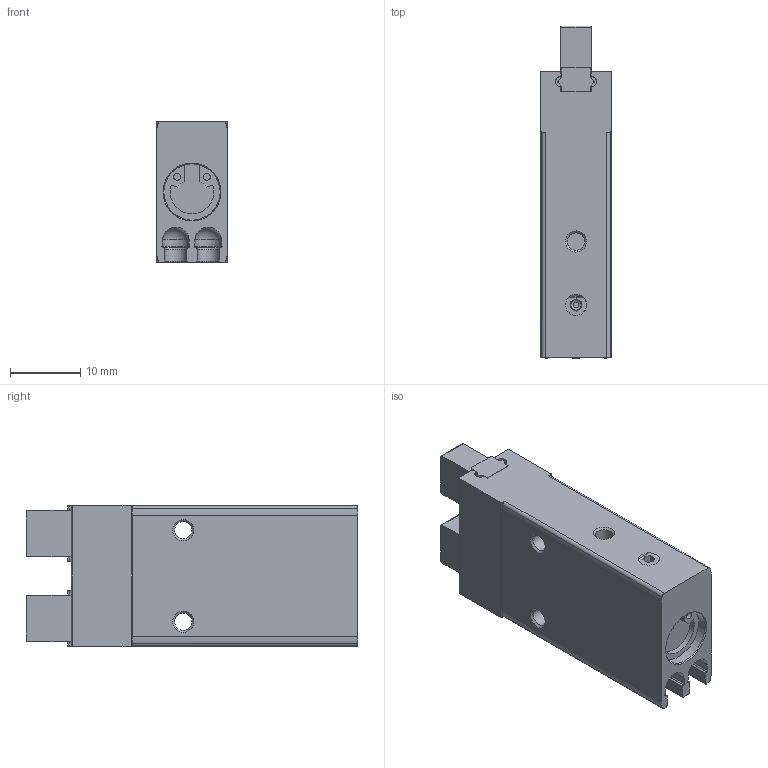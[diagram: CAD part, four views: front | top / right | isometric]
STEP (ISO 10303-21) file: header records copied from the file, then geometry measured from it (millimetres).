
FILE_DESCRIPTION(/* description */ ('STEP AP214'),/* implementation_level */ '2;1');
FILE_NAME(/* name */ '8116743_DHPC-6-A-NO-S-2',/* time_stamp */ '2024-08-19T19:18:33+02:00',/* author */ ('License CC BY-ND 4.0'),/* organization */ ('CADENAS'),/* preprocessor_version */ 'ST-DEVELOPER v19.3',/* originating_system */ 'PARTsolutions',/* authorisation */ ' ');
FILE_SCHEMA (('AUTOMOTIVE_DESIGN { 1 0 10303 214 3 1 1 }','FEATURE_BASED_PROCESS_PLANNING','TECHNICAL_DATA_PACKAGING','INTEGRATED_CNC_SCHEMA','MODEL_BASED_INTEGRATED_MANUFACTURING_SCHEMA','PROCESS_PLANNING_SCHEMA','AP242_MANAGED_MODEL_BASED_3D_ENGINEERING_MIM_LF { 1 0 10303 442 3 1 4 }','AUTOMOTIVE_DESIGN {1 0 10303 214 3 1 1}'));
Length unit declared in the file: millimetre
Products named in the file (4): 8116743 DHPC-6-A-NO-S-2---(1high); 8116728 DHPC-6-A-NO-S-2---(highG); 8105687 DHPC-6-A-2---(high); 398225 M3-0.8---(high)
Assembly tree (4 placements, depth 2):
  8116743 DHPC-6-A-NO-S-2---(1high)
    8116728 DHPC-6-A-NO-S-2---(highG)
    8105687 DHPC-6-A-2---(high)  x2
    398225 M3-0.8---(high)
Bounding box: 10 x 47.1 x 20 mm (x, y, z)
Volume: 7438.5 mm3; surface area: 4402.5 mm2
Topology: 4 solids, 4 shells, 267 faces, 706 edges, 456 vertices
Faces by surface type: plane 135, cylinder 103, cone 21, torus 6, sphere 2
Full cylindrical faces by diameter (mm): 0.8 x1, 1 x2, 1.567 x6, 2.459 x4, 3 x1, 8 x1
Entity records: 6113 total; most frequent: DIRECTION 1094, CARTESIAN_POINT 1027, ORIENTED_EDGE 976, EDGE_CURVE 488, AXIS2_PLACEMENT_3D 397, VERTEX_POINT 330, LINE 300, VECTOR 300
